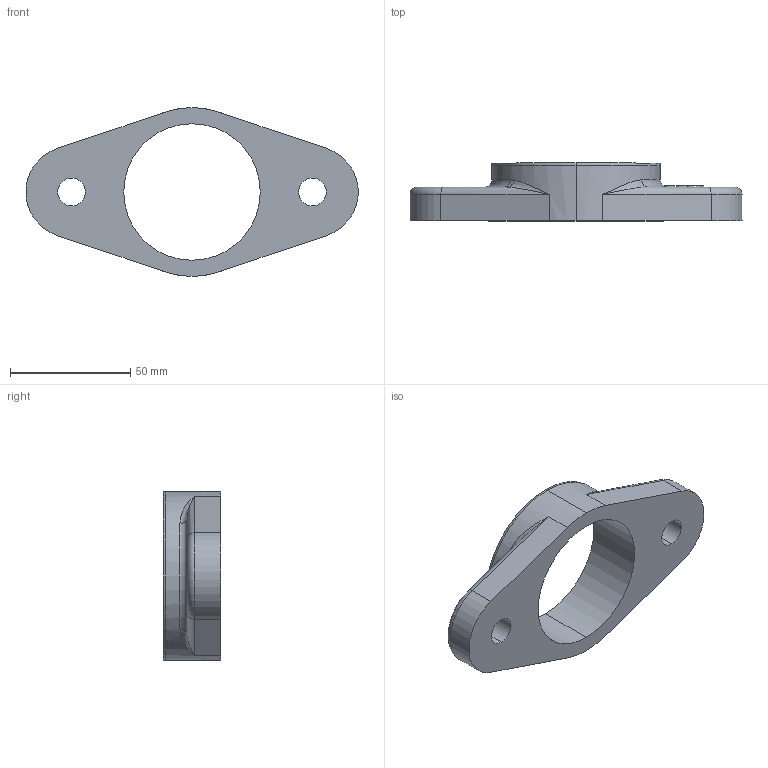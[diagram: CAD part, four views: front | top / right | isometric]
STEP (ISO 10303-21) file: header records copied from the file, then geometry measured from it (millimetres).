
FILE_DESCRIPTION (( 'STEP AP214' ), '1' );
FILE_NAME ('DO54_11176.STEP', '2012-08-23T08:16:01', ( 'Admin2' ), ( '' ), 'SwSTEP 2.0', 'SolidWorks 2010', '' );
FILE_SCHEMA (( 'AUTOMOTIVE_DESIGN' ));
Length unit declared in the file: millimetre
Products named in the file (1): DO54_11176
Bounding box: 137.87 x 24 x 70 mm (x, y, z)
Volume: 70185.9 mm3; surface area: 19801 mm2
Topology: 1 solids, 1 shells, 89 faces, 230 edges, 146 vertices
Faces by surface type: plane 40, bspline 29, cylinder 14, torus 6
Entity records: 4416 total; most frequent: CARTESIAN_POINT 2303, ORIENTED_EDGE 452, DIRECTION 330, EDGE_CURVE 226, VERTEX_POINT 146, LINE 128, VECTOR 128, EDGE_LOOP 102
